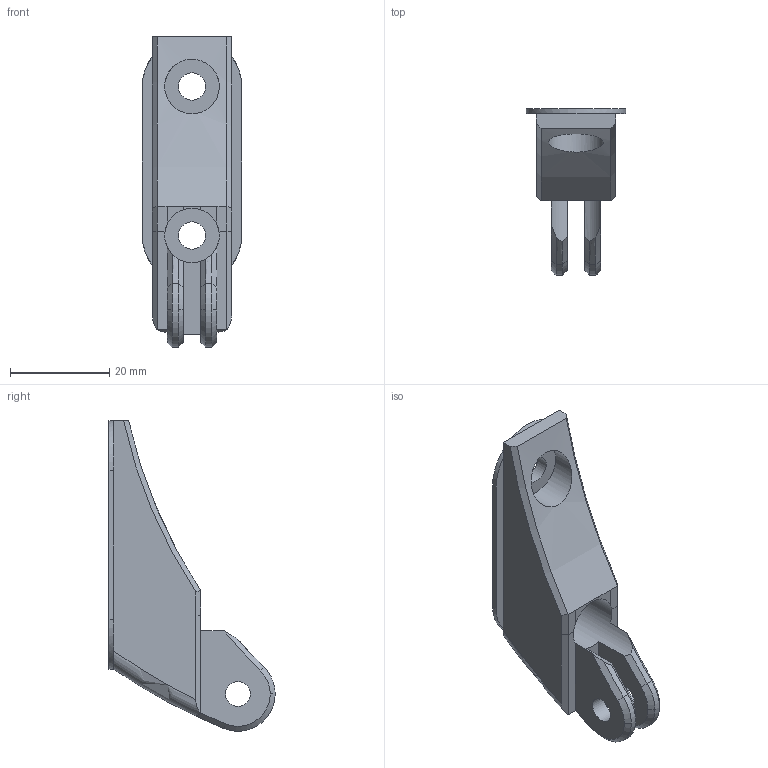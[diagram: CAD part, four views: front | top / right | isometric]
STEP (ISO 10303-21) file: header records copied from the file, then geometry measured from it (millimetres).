
FILE_DESCRIPTION(('FreeCAD Model'),'2;1');
FILE_NAME('Open CASCADE Shape Model','2025-01-23T11:10:20',(''),(''), 'Open CASCADE STEP processor 7.6','FreeCAD','Unknown');
FILE_SCHEMA(('AUTOMOTIVE_DESIGN { 1 0 10303 214 1 1 1 1 }'));
Length unit declared in the file: millimetre
Products named in the file (1): pro_mount_base
Bounding box: 20 x 33.5 x 62.49 mm (x, y, z)
Volume: 10822.1 mm3; surface area: 5541.4 mm2
Topology: 1 solids, 1 shells, 66 faces, 173 edges, 110 vertices
Faces by surface type: plane 32, cone 18, cylinder 14, torus 2
Full cylindrical faces by diameter (mm): 5 x2, 5.5 x2, 11 x2
Entity records: 2560 total; most frequent: CARTESIAN_POINT 856, DIRECTION 369, ORIENTED_EDGE 346, EDGE_CURVE 173, AXIS2_PLACEMENT_3D 144, VERTEX_POINT 110, LINE 81, VECTOR 81
